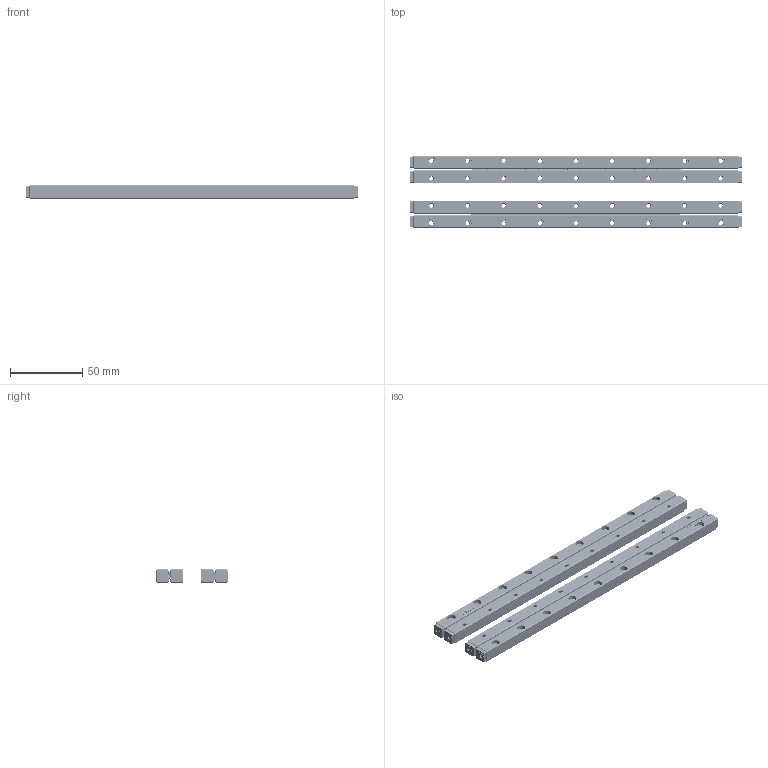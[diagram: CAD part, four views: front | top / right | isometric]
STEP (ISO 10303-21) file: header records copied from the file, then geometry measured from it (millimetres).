
FILE_DESCRIPTION(/* description */ (''),/* implementation_level */ '2;1');
FILE_NAME(/* name */ 'Set RNG-4225x32KRE_stp.stp',/* time_stamp */ '2025-04-28T11:12:15+02:00',/* author */ (''),/* organization */ (''),/* preprocessor_version */ 'ST-DEVELOPER v16.7',/* originating_system */ 'SIEMENS PLM Software NX 12.0',/* authorisation */ '');
FILE_SCHEMA (('AUTOMOTIVE_DESIGN { 1 0 10303 214 3 1 1 1 }'));
Products named in the file (1): Set RNG-4225x32KRE_stp
Bounding box: 229.4 x 50 x 9 mm (x, y, z)
Volume: 67174.8 mm3; surface area: 52603.9 mm2
Topology: 92 solids, 92 shells, 4312 faces, 11628 edges, 7604 vertices
Faces by surface type: plane 1828, cylinder 1320, torus 520, bspline 360, cone 284
Full cylindrical faces by diameter (mm): 0.5 x272, 2 x64, 2.26 x8, 2.65 x36, 3 x8, 3.2 x8, 3.5 x8, 4 x64, 5.5 x36, 6 x8
Entity records: 144115 total; most frequent: CARTESIAN_POINT 30469, DIRECTION 21526, ORIENTED_EDGE 21120, EDGE_CURVE 10560, AXIS2_PLACEMENT_3D 8029, VERTEX_POINT 7340, EDGE_LOOP 5828, LINE 5468
